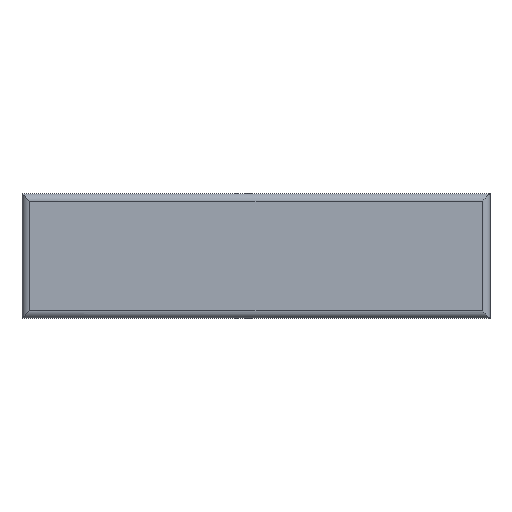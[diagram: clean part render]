
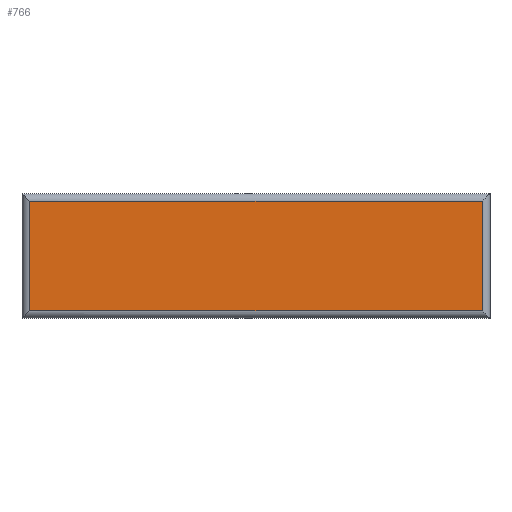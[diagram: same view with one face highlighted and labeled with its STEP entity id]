
A CAD part, top view. The second image highlights one B-rep face of the part: STEP entity #766.
In plain terms, the highlighted planar face has unit normal (0, 0, 1).
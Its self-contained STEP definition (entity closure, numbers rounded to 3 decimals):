
#127 = CARTESIAN_POINT ( 'NONE',  ( -58., -16., 4.4 ) ) ;
#359 = VECTOR ( 'NONE', #3657, 1000. ) ;
#540 = DIRECTION ( 'NONE',  ( 0., 0., 1. ) ) ;
#723 = VECTOR ( 'NONE', #3225, 1000. ) ;
#766 = ADVANCED_FACE ( 'NONE', ( #888 ), #2588, .T. ) ;
#769 = EDGE_CURVE ( 'NONE', #3561, #2683, #788, .T. ) ;
#788 = LINE ( 'NONE', #127, #4162 ) ;
#810 = ORIENTED_EDGE ( 'NONE', *, *, #3290, .T. ) ;
#818 = AXIS2_PLACEMENT_3D ( 'NONE', #1838, #540, #4246 ) ;
#888 = FACE_OUTER_BOUND ( 'NONE', #1446, .T. ) ;
#1116 = CARTESIAN_POINT ( 'NONE',  ( -58., 14., 4.4 ) ) ;
#1446 = EDGE_LOOP ( 'NONE', ( #1861, #4239, #2810, #810 ) ) ;
#1695 = LINE ( 'NONE', #3580, #723 ) ;
#1838 = CARTESIAN_POINT ( 'NONE',  ( 0., 0., 4.4 ) ) ;
#1861 = ORIENTED_EDGE ( 'NONE', *, *, #2247, .T. ) ;
#2055 = LINE ( 'NONE', #3390, #2700 ) ;
#2247 = EDGE_CURVE ( 'NONE', #3150, #3979, #2055, .T. ) ;
#2287 = LINE ( 'NONE', #2971, #359 ) ;
#2542 = DIRECTION ( 'NONE',  ( 0., -1., 0. ) ) ;
#2584 = CARTESIAN_POINT ( 'NONE',  ( 58., 14., 4.4 ) ) ;
#2588 = PLANE ( 'NONE',  #818 ) ;
#2680 = DIRECTION ( 'NONE',  ( 0., 1., 0. ) ) ;
#2683 = VERTEX_POINT ( 'NONE', #3843 ) ;
#2700 = VECTOR ( 'NONE', #2680, 1000. ) ;
#2810 = ORIENTED_EDGE ( 'NONE', *, *, #769, .T. ) ;
#2971 = CARTESIAN_POINT ( 'NONE',  ( 60., -14., 4.4 ) ) ;
#3150 = VERTEX_POINT ( 'NONE', #4330 ) ;
#3225 = DIRECTION ( 'NONE',  ( -1., 0., 0. ) ) ;
#3290 = EDGE_CURVE ( 'NONE', #2683, #3150, #2287, .T. ) ;
#3390 = CARTESIAN_POINT ( 'NONE',  ( 58., 16., 4.4 ) ) ;
#3561 = VERTEX_POINT ( 'NONE', #1116 ) ;
#3580 = CARTESIAN_POINT ( 'NONE',  ( -60., 14., 4.4 ) ) ;
#3657 = DIRECTION ( 'NONE',  ( 1., 0., 0. ) ) ;
#3843 = CARTESIAN_POINT ( 'NONE',  ( -58., -14., 4.4 ) ) ;
#3979 = VERTEX_POINT ( 'NONE', #2584 ) ;
#4162 = VECTOR ( 'NONE', #2542, 1000. ) ;
#4239 = ORIENTED_EDGE ( 'NONE', *, *, #4327, .T. ) ;
#4246 = DIRECTION ( 'NONE',  ( 1., 0., 0. ) ) ;
#4327 = EDGE_CURVE ( 'NONE', #3979, #3561, #1695, .T. ) ;
#4330 = CARTESIAN_POINT ( 'NONE',  ( 58., -14., 4.4 ) ) ;
